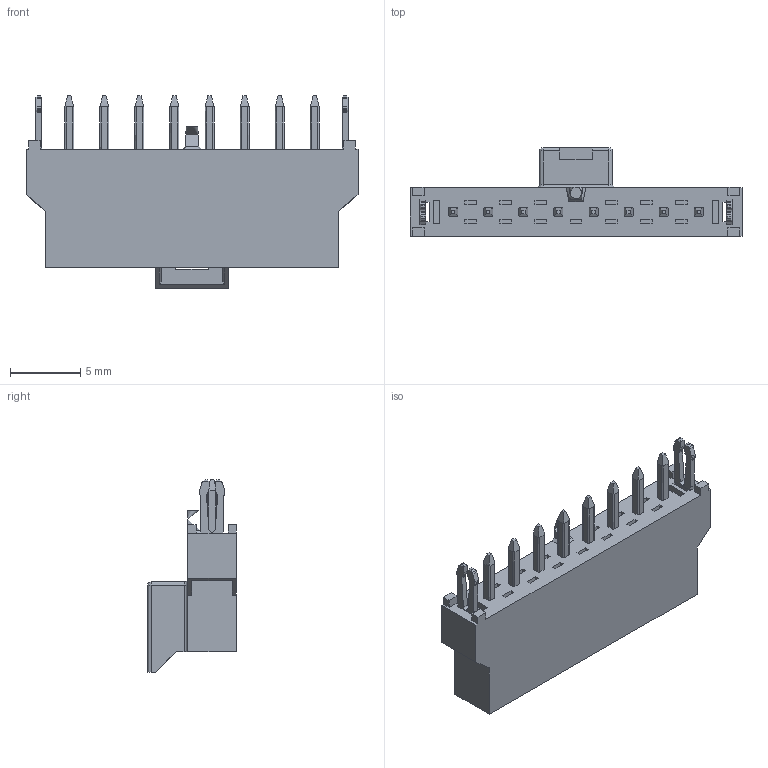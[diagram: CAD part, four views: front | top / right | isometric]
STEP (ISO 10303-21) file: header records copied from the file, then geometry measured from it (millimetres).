
FILE_DESCRIPTION( ('This file contains a STEP AP42 implementation' ,'as created by ZW3D STEP Interface translator.') ,'2;1' );
FILE_NAME( 'WF2508-1WSH08XXBA2.stp' ,'24 1 4.142258', (''), ('ZWCAD Software Co.'), 'Version 1.0', 'ZW3D to STEP translator', '' );
FILE_SCHEMA(('AUTOMOTIVE_DESIGN { 1 0 10303 214 1 1 1 1 }'));
Length unit declared in the file: millimetre
Products named in the file (2): 0; WF2508-1WSH08XXBA2
Bounding box: 23.66 x 6.34 x 13.72 mm (x, y, z)
Volume: 455.2 mm3
Topology: 1 solids, 3 shells, 634 faces, 1736 edges, 1150 vertices
Faces by surface type: plane 491, cylinder 131, bspline 8, torus 2, sphere 2
Entity records: 21359 total; most frequent: CARTESIAN_POINT 4457, ORIENTED_EDGE 3478, DIRECTION 3143, EDGE_CURVE 1739, VECTOR 1393, LINE 1393, VERTEX_POINT 1152, AXIS2_PLACEMENT_3D 875
